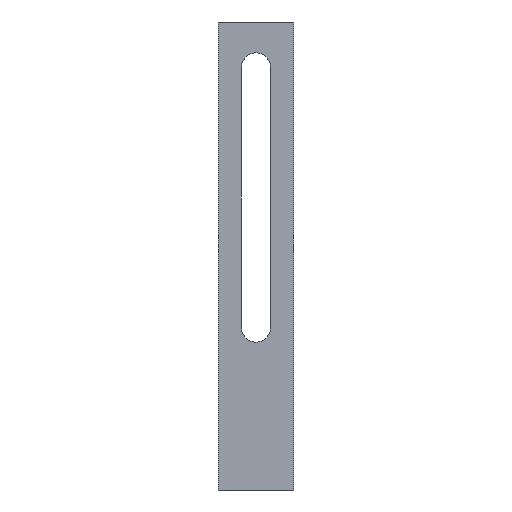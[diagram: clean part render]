
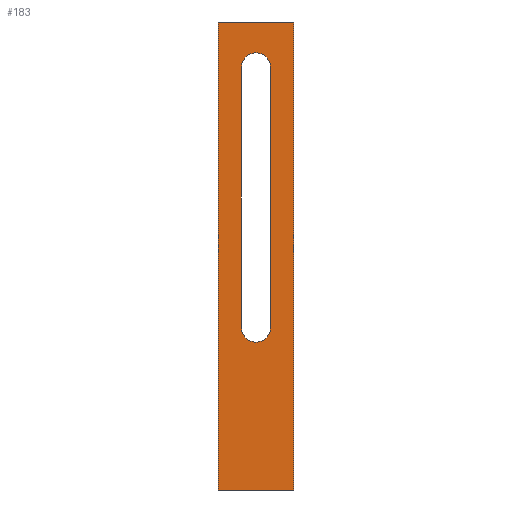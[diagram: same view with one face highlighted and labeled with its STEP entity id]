
A CAD part, left-side view. The second image highlights one B-rep face of the part: STEP entity #183.
In plain terms, the highlighted planar face has unit normal (-1, 0, 0).
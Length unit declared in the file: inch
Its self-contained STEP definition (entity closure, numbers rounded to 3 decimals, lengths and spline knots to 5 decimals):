
#18=FACE_BOUND('',#37,.T.);
#21=CIRCLE('',#204,2.25);
#22=CIRCLE('',#205,2.25);
#25=FACE_OUTER_BOUND('',#36,.T.);
#36=EDGE_LOOP('',(#137,#138,#139,#140));
#37=EDGE_LOOP('',(#141,#142,#143,#144));
#51=LINE('',#284,#71);
#54=LINE('',#289,#74);
#55=LINE('',#291,#75);
#56=LINE('',#292,#76);
#57=LINE('',#295,#77);
#58=LINE('',#299,#78);
#71=VECTOR('',#229,72.);
#74=VECTOR('',#234,11.6);
#75=VECTOR('',#235,72.);
#76=VECTOR('',#236,11.6);
#77=VECTOR('',#237,40.);
#78=VECTOR('',#240,40.);
#93=VERTEX_POINT('',#282);
#94=VERTEX_POINT('',#283);
#95=VERTEX_POINT('',#288);
#96=VERTEX_POINT('',#290);
#97=VERTEX_POINT('',#293);
#98=VERTEX_POINT('',#294);
#99=VERTEX_POINT('',#296);
#100=VERTEX_POINT('',#298);
#109=EDGE_CURVE('',#93,#94,#51,.T.);
#112=EDGE_CURVE('',#93,#95,#54,.T.);
#113=EDGE_CURVE('',#95,#96,#55,.T.);
#114=EDGE_CURVE('',#96,#94,#56,.T.);
#115=EDGE_CURVE('',#97,#98,#57,.T.);
#116=EDGE_CURVE('',#99,#98,#21,.T.);
#117=EDGE_CURVE('',#100,#99,#58,.T.);
#118=EDGE_CURVE('',#97,#100,#22,.T.);
#137=ORIENTED_EDGE('',*,*,#109,.F.);
#138=ORIENTED_EDGE('',*,*,#112,.T.);
#139=ORIENTED_EDGE('',*,*,#113,.T.);
#140=ORIENTED_EDGE('',*,*,#114,.T.);
#141=ORIENTED_EDGE('',*,*,#115,.T.);
#142=ORIENTED_EDGE('',*,*,#116,.F.);
#143=ORIENTED_EDGE('',*,*,#117,.F.);
#144=ORIENTED_EDGE('',*,*,#118,.F.);
#175=PLANE('',#203);
#183=ADVANCED_FACE('',(#25,#18),#175,.F.);
#203=AXIS2_PLACEMENT_3D('',#287,#232,#233);
#204=AXIS2_PLACEMENT_3D('',#297,#238,#239);
#205=AXIS2_PLACEMENT_3D('',#300,#241,#242);
#229=DIRECTION('',(0.,0.,-1.));
#232=DIRECTION('center_axis',(1.,0.,0.));
#233=DIRECTION('ref_axis',(0.,1.,0.));
#234=DIRECTION('',(0.,1.,0.));
#235=DIRECTION('',(0.,0.,-1.));
#236=DIRECTION('',(0.,-1.,0.));
#237=DIRECTION('',(0.,0.,-1.));
#238=DIRECTION('center_axis',(-1.,0.,0.));
#239=DIRECTION('ref_axis',(0.,1.,0.));
#240=DIRECTION('',(0.,0.,-1.));
#241=DIRECTION('center_axis',(-1.,0.,0.));
#242=DIRECTION('ref_axis',(0.,-1.,0.));
#282=CARTESIAN_POINT('',(10.04589,-5.8,72.));
#283=CARTESIAN_POINT('',(10.04589,-5.8,0.));
#284=CARTESIAN_POINT('',(10.04589,-5.8,72.));
#287=CARTESIAN_POINT('Origin',(10.04589,0.,36.));
#288=CARTESIAN_POINT('',(10.04589,5.8,72.));
#289=CARTESIAN_POINT('',(10.04589,-5.8,72.));
#290=CARTESIAN_POINT('',(10.04589,5.8,0.));
#291=CARTESIAN_POINT('',(10.04589,5.8,72.));
#292=CARTESIAN_POINT('',(10.04589,5.8,0.));
#293=CARTESIAN_POINT('',(10.04589,-2.25,65.));
#294=CARTESIAN_POINT('',(10.04589,-2.25,25.));
#295=CARTESIAN_POINT('',(10.04589,-2.25,65.));
#296=CARTESIAN_POINT('',(10.04589,2.25,25.));
#297=CARTESIAN_POINT('Origin',(10.04589,0.,25.));
#298=CARTESIAN_POINT('',(10.04589,2.25,65.));
#299=CARTESIAN_POINT('',(10.04589,2.25,65.));
#300=CARTESIAN_POINT('Origin',(10.04589,0.,65.));
